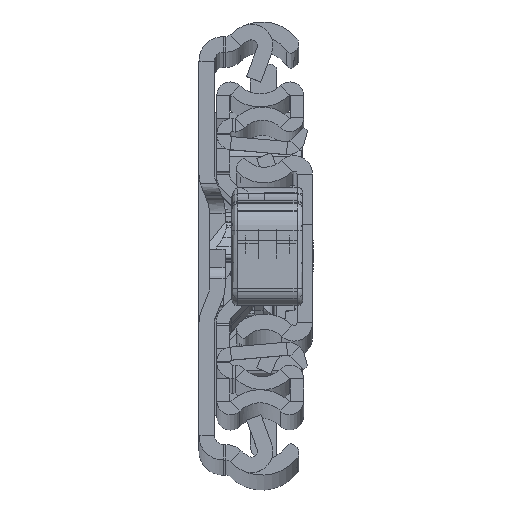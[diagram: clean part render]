
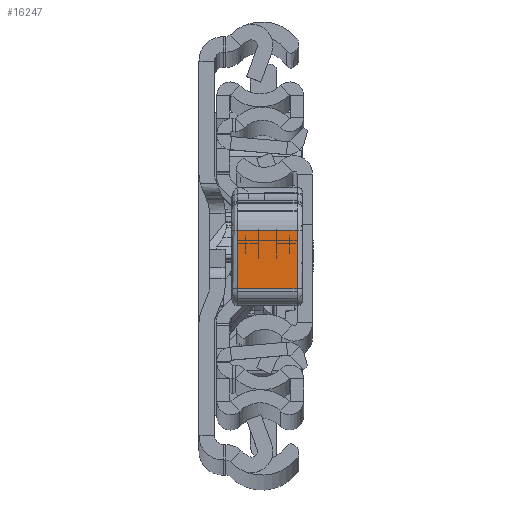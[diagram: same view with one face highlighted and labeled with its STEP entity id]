
A CAD part, top view. The second image highlights one B-rep face of the part: STEP entity #16247.
In plain terms, the highlighted face is planar.
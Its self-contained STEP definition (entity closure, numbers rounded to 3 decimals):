
#198 = VERTEX_POINT ( 'NONE', #3719 ) ;
#631 = DIRECTION ( 'NONE',  ( -1., 0.027, 0. ) ) ;
#3004 = FACE_OUTER_BOUND ( 'NONE', #18417, .T. ) ;
#3222 = LINE ( 'NONE', #10529, #15936 ) ;
#3287 = VERTEX_POINT ( 'NONE', #6268 ) ;
#3588 = CARTESIAN_POINT ( 'NONE',  ( 39.55, -12.274, 10. ) ) ;
#3719 = CARTESIAN_POINT ( 'NONE',  ( 39.55, -12.274, 0. ) ) ;
#4086 = EDGE_CURVE ( 'NONE', #29692, #3287, #17547, .T. ) ;
#6268 = CARTESIAN_POINT ( 'NONE',  ( 39.818, -2.465, 10. ) ) ;
#7974 = DIRECTION ( 'NONE',  ( 0.027, 1., 0. ) ) ;
#9866 = CARTESIAN_POINT ( 'NONE',  ( 39.818, -2.465, 11. ) ) ;
#10529 = CARTESIAN_POINT ( 'NONE',  ( 39.55, -12.274, 0. ) ) ;
#10826 = PLANE ( 'NONE',  #28958 ) ;
#12277 = CARTESIAN_POINT ( 'NONE',  ( 39.55, -12.274, 10. ) ) ;
#12576 = CARTESIAN_POINT ( 'NONE',  ( 39.818, -2.465, 0. ) ) ;
#12882 = DIRECTION ( 'NONE',  ( -0.027, -1., 0. ) ) ;
#13519 = VECTOR ( 'NONE', #27276, 1000. ) ;
#13892 = VERTEX_POINT ( 'NONE', #12277 ) ;
#14137 = LINE ( 'NONE', #3588, #14149 ) ;
#14149 = VECTOR ( 'NONE', #32195, 1000. ) ;
#14216 = EDGE_CURVE ( 'NONE', #3287, #13892, #14137, .T. ) ;
#15936 = VECTOR ( 'NONE', #7974, 1000. ) ;
#16247 = ADVANCED_FACE ( 'NONE', ( #3004 ), #10826, .F. ) ;
#17102 = EDGE_CURVE ( 'NONE', #198, #29692, #3222, .T. ) ;
#17199 = ORIENTED_EDGE ( 'NONE', *, *, #27645, .T. ) ;
#17221 = DIRECTION ( 'NONE',  ( 0., 0., -1. ) ) ;
#17547 = LINE ( 'NONE', #9866, #13519 ) ;
#18417 = EDGE_LOOP ( 'NONE', ( #17199, #19201, #30539, #23596 ) ) ;
#19201 = ORIENTED_EDGE ( 'NONE', *, *, #17102, .T. ) ;
#22155 = LINE ( 'NONE', #24737, #33205 ) ;
#23596 = ORIENTED_EDGE ( 'NONE', *, *, #14216, .T. ) ;
#24737 = CARTESIAN_POINT ( 'NONE',  ( 39.55, -12.274, 11. ) ) ;
#27276 = DIRECTION ( 'NONE',  ( 0., 0., 1. ) ) ;
#27645 = EDGE_CURVE ( 'NONE', #13892, #198, #22155, .T. ) ;
#28958 = AXIS2_PLACEMENT_3D ( 'NONE', #31274, #631, #12882 ) ;
#29692 = VERTEX_POINT ( 'NONE', #12576 ) ;
#30539 = ORIENTED_EDGE ( 'NONE', *, *, #4086, .T. ) ;
#31274 = CARTESIAN_POINT ( 'NONE',  ( 39.55, -12.274, 11. ) ) ;
#32195 = DIRECTION ( 'NONE',  ( -0.027, -1., 0. ) ) ;
#33205 = VECTOR ( 'NONE', #17221, 1000. ) ;
